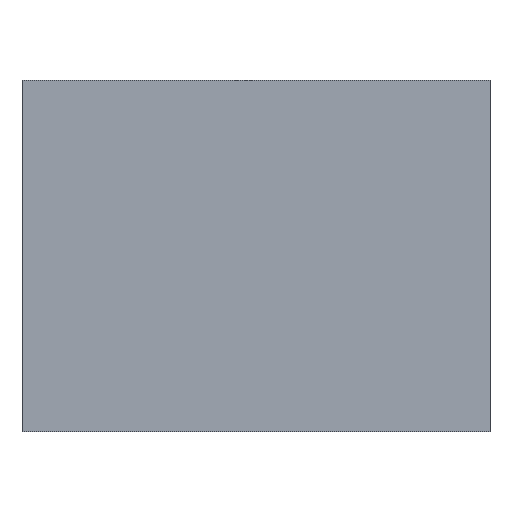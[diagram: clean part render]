
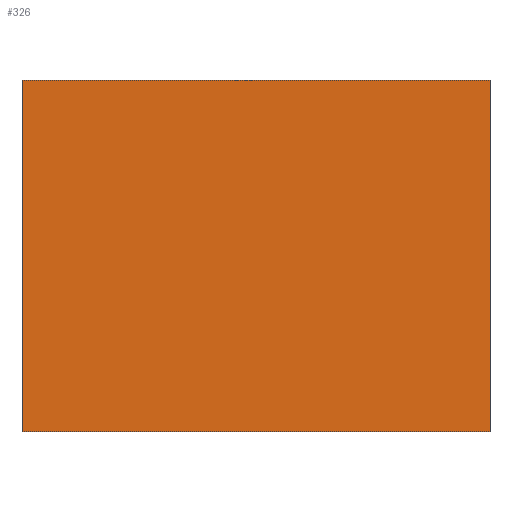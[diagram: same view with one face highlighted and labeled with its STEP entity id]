
A CAD part, front view. The second image highlights one B-rep face of the part: STEP entity #326.
In plain terms, the highlighted planar face has unit normal (0, -1, 0).
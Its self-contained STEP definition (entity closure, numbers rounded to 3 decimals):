
#6 = VECTOR ( 'NONE', #148, 1000. ) ;
#7 = LINE ( 'NONE', #69, #122 ) ;
#19 = DIRECTION ( 'NONE',  ( 0., 0., -1. ) ) ;
#44 = FACE_OUTER_BOUND ( 'NONE', #95, .T. ) ;
#59 = VERTEX_POINT ( 'NONE', #338 ) ;
#69 = CARTESIAN_POINT ( 'NONE',  ( -40., 0., -30. ) ) ;
#81 = VECTOR ( 'NONE', #234, 1000. ) ;
#86 = CARTESIAN_POINT ( 'NONE',  ( -40., 0., 30. ) ) ;
#95 = EDGE_LOOP ( 'NONE', ( #184, #188, #240, #276 ) ) ;
#101 = VERTEX_POINT ( 'NONE', #360 ) ;
#113 = DIRECTION ( 'NONE',  ( 0., 0., -1. ) ) ;
#122 = VECTOR ( 'NONE', #158, 1000. ) ;
#125 = DIRECTION ( 'NONE',  ( 0., -1., 0. ) ) ;
#132 = CARTESIAN_POINT ( 'NONE',  ( 40., 0., -30. ) ) ;
#136 = EDGE_CURVE ( 'NONE', #212, #59, #174, .T. ) ;
#148 = DIRECTION ( 'NONE',  ( 0., 0., 1. ) ) ;
#156 = CARTESIAN_POINT ( 'NONE',  ( 0., 0., 0. ) ) ;
#158 = DIRECTION ( 'NONE',  ( -1., 0., 0. ) ) ;
#169 = EDGE_CURVE ( 'NONE', #101, #212, #261, .T. ) ;
#174 = LINE ( 'NONE', #228, #81 ) ;
#175 = CARTESIAN_POINT ( 'NONE',  ( -40., 0., 30. ) ) ;
#184 = ORIENTED_EDGE ( 'NONE', *, *, #216, .F. ) ;
#188 = ORIENTED_EDGE ( 'NONE', *, *, #136, .F. ) ;
#212 = VERTEX_POINT ( 'NONE', #175 ) ;
#216 = EDGE_CURVE ( 'NONE', #59, #299, #288, .T. ) ;
#228 = CARTESIAN_POINT ( 'NONE',  ( -40., 0., 30. ) ) ;
#234 = DIRECTION ( 'NONE',  ( 1., 0., 0. ) ) ;
#240 = ORIENTED_EDGE ( 'NONE', *, *, #169, .F. ) ;
#245 = PLANE ( 'NONE',  #282 ) ;
#255 = EDGE_CURVE ( 'NONE', #299, #101, #7, .T. ) ;
#260 = CARTESIAN_POINT ( 'NONE',  ( 40., 0., 30. ) ) ;
#261 = LINE ( 'NONE', #86, #6 ) ;
#276 = ORIENTED_EDGE ( 'NONE', *, *, #255, .F. ) ;
#282 = AXIS2_PLACEMENT_3D ( 'NONE', #156, #125, #19 ) ;
#288 = LINE ( 'NONE', #260, #336 ) ;
#299 = VERTEX_POINT ( 'NONE', #132 ) ;
#326 = ADVANCED_FACE ( 'NONE', ( #44 ), #245, .T. ) ;
#336 = VECTOR ( 'NONE', #113, 1000. ) ;
#338 = CARTESIAN_POINT ( 'NONE',  ( 40., 0., 30. ) ) ;
#360 = CARTESIAN_POINT ( 'NONE',  ( -40., 0., -30. ) ) ;
